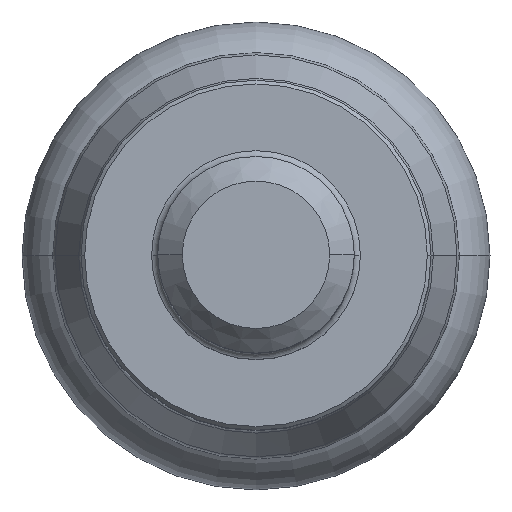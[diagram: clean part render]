
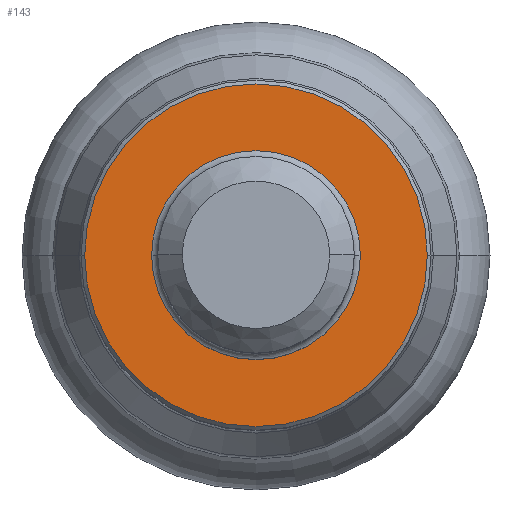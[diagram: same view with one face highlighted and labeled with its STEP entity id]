
A CAD part, top view. The second image highlights one B-rep face of the part: STEP entity #143.
In plain terms, the highlighted planar face has unit normal (0, 0, 1).
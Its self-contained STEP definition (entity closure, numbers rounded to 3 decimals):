
#28=PLANE('',#1087);
#32=FACE_BOUND('',#279,.T.);
#33=FACE_BOUND('',#280,.T.);
#143=ADVANCED_FACE('',(#32,#33),#28,.F.);
#279=EDGE_LOOP('',(#404,#405,#406,#407));
#280=EDGE_LOOP('',(#408,#409));
#404=ORIENTED_EDGE('',*,*,#731,.T.);
#405=ORIENTED_EDGE('',*,*,#735,.T.);
#406=ORIENTED_EDGE('',*,*,#734,.T.);
#407=ORIENTED_EDGE('',*,*,#732,.T.);
#408=ORIENTED_EDGE('',*,*,#736,.T.);
#409=ORIENTED_EDGE('',*,*,#737,.T.);
#629=VERTEX_POINT('',#1691);
#630=VERTEX_POINT('',#1693);
#631=VERTEX_POINT('',#1695);
#632=VERTEX_POINT('',#1699);
#633=VERTEX_POINT('',#1703);
#634=VERTEX_POINT('',#1704);
#731=EDGE_CURVE('',#630,#629,#895,.T.);
#732=EDGE_CURVE('',#631,#630,#896,.T.);
#734=EDGE_CURVE('',#632,#631,#897,.T.);
#735=EDGE_CURVE('',#629,#632,#898,.T.);
#736=EDGE_CURVE('',#633,#634,#899,.T.);
#737=EDGE_CURVE('',#634,#633,#900,.T.);
#895=CIRCLE('',#1079,13.95);
#896=CIRCLE('',#1080,13.95);
#897=CIRCLE('',#1082,13.95);
#898=CIRCLE('',#1083,13.95);
#899=CIRCLE('',#1085,8.5);
#900=CIRCLE('',#1086,8.5);
#1079=AXIS2_PLACEMENT_3D('',#1692,#1329,#1330);
#1080=AXIS2_PLACEMENT_3D('',#1694,#1331,#1332);
#1082=AXIS2_PLACEMENT_3D('',#1698,#1336,#1337);
#1083=AXIS2_PLACEMENT_3D('',#1700,#1338,#1339);
#1085=AXIS2_PLACEMENT_3D('',#1702,#1342,#1343);
#1086=AXIS2_PLACEMENT_3D('',#1705,#1344,#1345);
#1087=AXIS2_PLACEMENT_3D('',#1706,#1346,#1347);
#1329=DIRECTION('',(0.,0.,1.));
#1330=DIRECTION('',(0.,1.,0.));
#1331=DIRECTION('',(0.,0.,1.));
#1332=DIRECTION('',(1.,0.,0.));
#1336=DIRECTION('',(0.,0.,1.));
#1337=DIRECTION('',(0.,-1.,0.));
#1338=DIRECTION('',(0.,0.,1.));
#1339=DIRECTION('',(-1.,0.,0.));
#1342=DIRECTION('',(0.,0.,-1.));
#1343=DIRECTION('',(0.,1.,0.));
#1344=DIRECTION('',(0.,0.,-1.));
#1345=DIRECTION('',(0.,-1.,0.));
#1346=DIRECTION('',(0.,0.,-1.));
#1347=DIRECTION('',(1.,0.,0.));
#1691=CARTESIAN_POINT('',(-13.95,0.,0.));
#1692=CARTESIAN_POINT('',(0.,0.,0.));
#1693=CARTESIAN_POINT('',(0.,13.95,0.));
#1694=CARTESIAN_POINT('',(0.,0.,0.));
#1695=CARTESIAN_POINT('',(13.95,0.,0.));
#1698=CARTESIAN_POINT('',(0.,0.,0.));
#1699=CARTESIAN_POINT('',(0.,-13.95,0.));
#1700=CARTESIAN_POINT('',(0.,0.,0.));
#1702=CARTESIAN_POINT('',(0.,0.,0.));
#1703=CARTESIAN_POINT('',(0.,8.5,0.));
#1704=CARTESIAN_POINT('',(0.,-8.5,0.));
#1705=CARTESIAN_POINT('',(0.,0.,0.));
#1706=CARTESIAN_POINT('',(0.,0.,0.));
